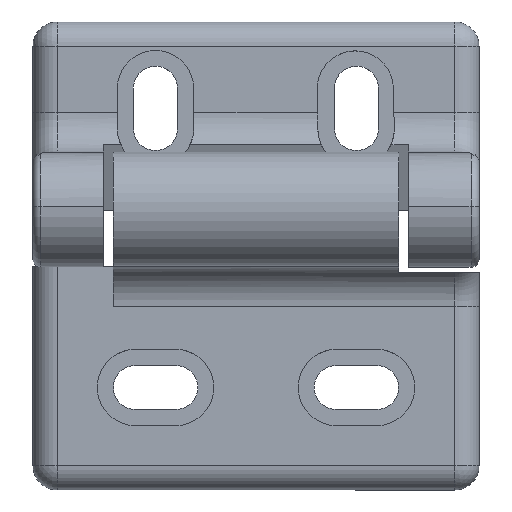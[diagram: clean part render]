
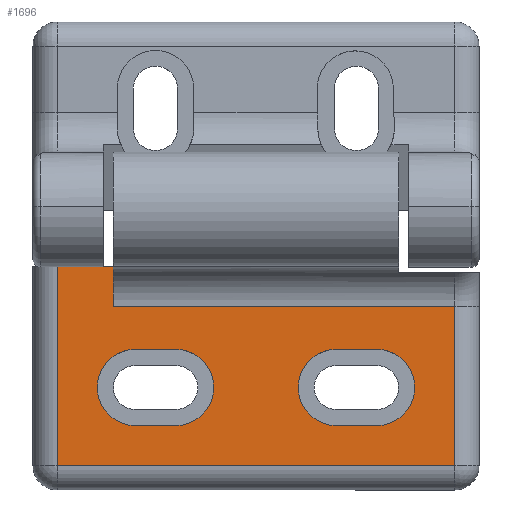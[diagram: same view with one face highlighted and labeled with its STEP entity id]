
A CAD part, top view. The second image highlights one B-rep face of the part: STEP entity #1696.
In plain terms, the highlighted planar face has unit normal (0, 0, 1).
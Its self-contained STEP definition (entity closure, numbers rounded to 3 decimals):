
#35=FACE_BOUND('',#555,.T.);
#36=FACE_BOUND('',#556,.T.);
#56=PLANE('',#1810);
#118=LINE('',#2541,#261);
#124=LINE('',#2572,#267);
#127=LINE('',#2585,#270);
#128=LINE('',#2588,#271);
#132=LINE('',#2596,#275);
#133=LINE('',#2597,#276);
#134=LINE('',#2602,#277);
#135=LINE('',#2605,#278);
#136=LINE('',#2610,#279);
#137=LINE('',#2613,#280);
#261=VECTOR('',#2002,19.8);
#267=VECTOR('',#2022,49.5);
#270=VECTOR('',#2037,24.8);
#271=VECTOR('',#2040,7.);
#275=VECTOR('',#2046,42.5);
#276=VECTOR('',#2047,5.);
#277=VECTOR('',#2050,5.);
#278=VECTOR('',#2053,5.);
#279=VECTOR('',#2056,5.);
#280=VECTOR('',#2059,5.);
#454=FACE_OUTER_BOUND('',#554,.T.);
#554=EDGE_LOOP('',(#1211,#1212,#1213,#1214,#1215,#1216));
#555=EDGE_LOOP('',(#1217,#1218,#1219,#1220));
#556=EDGE_LOOP('',(#1221,#1222,#1223,#1224));
#675=CIRCLE('',#1811,4.75);
#676=CIRCLE('',#1812,4.75);
#677=CIRCLE('',#1813,4.75);
#678=CIRCLE('',#1814,4.75);
#759=VERTEX_POINT('',#2532);
#762=VERTEX_POINT('',#2539);
#768=VERTEX_POINT('',#2571);
#771=VERTEX_POINT('',#2581);
#773=VERTEX_POINT('',#2587);
#776=VERTEX_POINT('',#2595);
#777=VERTEX_POINT('',#2598);
#778=VERTEX_POINT('',#2599);
#779=VERTEX_POINT('',#2601);
#780=VERTEX_POINT('',#2603);
#781=VERTEX_POINT('',#2606);
#782=VERTEX_POINT('',#2607);
#783=VERTEX_POINT('',#2609);
#784=VERTEX_POINT('',#2611);
#925=EDGE_CURVE('',#762,#759,#118,.T.);
#935=EDGE_CURVE('',#759,#768,#124,.T.);
#942=EDGE_CURVE('',#768,#771,#127,.T.);
#943=EDGE_CURVE('',#773,#771,#128,.T.);
#947=EDGE_CURVE('',#776,#762,#132,.T.);
#948=EDGE_CURVE('',#776,#773,#133,.T.);
#949=EDGE_CURVE('',#777,#778,#675,.T.);
#950=EDGE_CURVE('',#777,#779,#134,.T.);
#951=EDGE_CURVE('',#780,#779,#676,.T.);
#952=EDGE_CURVE('',#778,#780,#135,.T.);
#953=EDGE_CURVE('',#781,#782,#677,.T.);
#954=EDGE_CURVE('',#783,#781,#136,.T.);
#955=EDGE_CURVE('',#784,#783,#678,.T.);
#956=EDGE_CURVE('',#782,#784,#137,.T.);
#1211=ORIENTED_EDGE('',*,*,#925,.F.);
#1212=ORIENTED_EDGE('',*,*,#947,.F.);
#1213=ORIENTED_EDGE('',*,*,#948,.T.);
#1214=ORIENTED_EDGE('',*,*,#943,.T.);
#1215=ORIENTED_EDGE('',*,*,#942,.F.);
#1216=ORIENTED_EDGE('',*,*,#935,.F.);
#1217=ORIENTED_EDGE('',*,*,#949,.F.);
#1218=ORIENTED_EDGE('',*,*,#950,.T.);
#1219=ORIENTED_EDGE('',*,*,#951,.F.);
#1220=ORIENTED_EDGE('',*,*,#952,.F.);
#1221=ORIENTED_EDGE('',*,*,#953,.F.);
#1222=ORIENTED_EDGE('',*,*,#954,.F.);
#1223=ORIENTED_EDGE('',*,*,#955,.F.);
#1224=ORIENTED_EDGE('',*,*,#956,.F.);
#1696=ADVANCED_FACE('',(#454,#35,#36),#56,.F.);
#1810=AXIS2_PLACEMENT_3D('',#2594,#2044,#2045);
#1811=AXIS2_PLACEMENT_3D('',#2600,#2048,#2049);
#1812=AXIS2_PLACEMENT_3D('',#2604,#2051,#2052);
#1813=AXIS2_PLACEMENT_3D('',#2608,#2054,#2055);
#1814=AXIS2_PLACEMENT_3D('',#2612,#2057,#2058);
#2002=DIRECTION('',(0.,-1.,0.));
#2022=DIRECTION('',(-1.,0.,0.));
#2037=DIRECTION('',(0.,1.,0.));
#2040=DIRECTION('',(-1.,0.,0.));
#2044=DIRECTION('center_axis',(0.,0.,-1.));
#2045=DIRECTION('ref_axis',(-1.,0.,0.));
#2046=DIRECTION('',(1.,0.,0.));
#2047=DIRECTION('',(0.,1.,0.));
#2048=DIRECTION('center_axis',(0.,0.,1.));
#2049=DIRECTION('ref_axis',(0.526,-0.85,0.));
#2050=DIRECTION('',(1.,0.,0.));
#2051=DIRECTION('center_axis',(0.,0.,1.));
#2052=DIRECTION('ref_axis',(-0.526,0.85,0.));
#2053=DIRECTION('',(1.,0.,0.));
#2054=DIRECTION('center_axis',(0.,0.,1.));
#2055=DIRECTION('ref_axis',(-1.,0.,0.));
#2056=DIRECTION('',(1.,0.,0.));
#2057=DIRECTION('center_axis',(0.,0.,1.));
#2058=DIRECTION('ref_axis',(1.,0.,0.));
#2059=DIRECTION('',(-1.,0.,0.));
#2532=CARTESIAN_POINT('',(34.75,-9.75,7.5));
#2539=CARTESIAN_POINT('',(34.75,10.05,7.5));
#2541=CARTESIAN_POINT('',(34.75,12.75,7.5));
#2571=CARTESIAN_POINT('',(-14.75,-9.75,7.5));
#2572=CARTESIAN_POINT('',(34.75,-9.75,7.5));
#2581=CARTESIAN_POINT('',(-14.75,15.05,7.5));
#2585=CARTESIAN_POINT('',(-14.75,12.55,7.5));
#2587=CARTESIAN_POINT('',(-7.75,15.05,7.5));
#2588=CARTESIAN_POINT('',(13.75,15.05,7.5));
#2594=CARTESIAN_POINT('Origin',(34.75,10.05,7.5));
#2595=CARTESIAN_POINT('',(-7.75,10.05,7.5));
#2596=CARTESIAN_POINT('',(32.138,10.05,7.5));
#2597=CARTESIAN_POINT('',(-7.75,20.015,7.5));
#2598=CARTESIAN_POINT('',(-5.,4.75,7.5));
#2599=CARTESIAN_POINT('',(-5.,-4.75,7.5));
#2600=CARTESIAN_POINT('Origin',(-5.,0.,7.5));
#2601=CARTESIAN_POINT('',(0.,4.75,7.5));
#2602=CARTESIAN_POINT('',(-5.,4.75,7.5));
#2603=CARTESIAN_POINT('',(0.,-4.75,7.5));
#2604=CARTESIAN_POINT('Origin',(0.,0.,7.5));
#2605=CARTESIAN_POINT('',(-5.,-4.75,7.5));
#2606=CARTESIAN_POINT('',(25.,-4.75,7.5));
#2607=CARTESIAN_POINT('',(25.,4.75,7.5));
#2608=CARTESIAN_POINT('Origin',(25.,0.,7.5));
#2609=CARTESIAN_POINT('',(20.,-4.75,7.5));
#2610=CARTESIAN_POINT('',(20.,-4.75,7.5));
#2611=CARTESIAN_POINT('',(20.,4.75,7.5));
#2612=CARTESIAN_POINT('Origin',(20.,0.,7.5));
#2613=CARTESIAN_POINT('',(25.,4.75,7.5));
